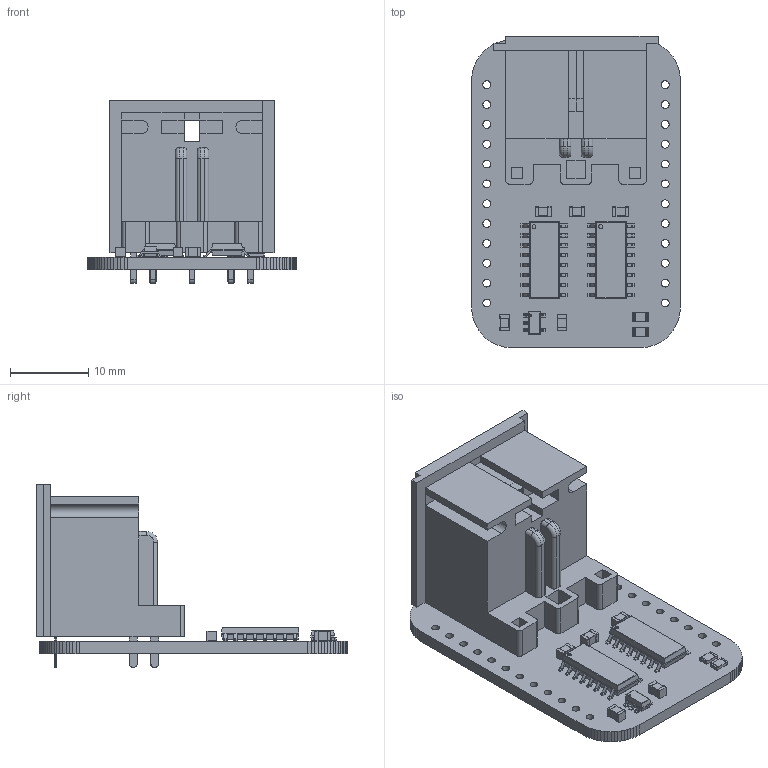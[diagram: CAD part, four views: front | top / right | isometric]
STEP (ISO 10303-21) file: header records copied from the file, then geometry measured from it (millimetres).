
FILE_DESCRIPTION(('KiCad electronic assembly'),'2;1');
FILE_NAME('SNES Controller Reader.step','2024-02-08T14:57:23',('Pcbnew') ,('Kicad'),'Open CASCADE STEP processor 7.6','KiCad to STEP converter' ,'Unknown');
FILE_SCHEMA(('AUTOMOTIVE_DESIGN { 1 0 10303 214 1 1 1 1 }'));
Length unit declared in the file: millimetre
Products named in the file (19): SNES Controller Reader 1; C_0805_2012Metric; SOLID; R_0805_2012Metric; MC74HC259ADR2G; COMPOUND; AP7365-33WG-7; DIN-5-PCB; SNES Controller Reader PCB
Assembly tree (24 placements, depth 3):
  SNES Controller Reader 1
    C_0805_2012Metric  x5
      SOLID
    R_0805_2012Metric  x2
      SOLID
    MC74HC259ADR2G  x2
      COMPOUND
    AP7365-33WG-7
      COMPOUND
    DIN-5-PCB
      SOLID
      SOLID
      SOLID
      SOLID
      SOLID
      SOLID
      SOLID
      SOLID
    SNES Controller Reader PCB
Bounding box: 26.67 x 39.8 x 23.4 mm (x, y, z)
Volume: 5642.4 mm3; surface area: 6362.4 mm2
Topology: 56 solids, 56 shells, 1097 faces, 2806 edges, 1838 vertices
Faces by surface type: plane 784, cylinder 301, torus 12
Full cylindrical faces by diameter (mm): 0.2 x1, 0.487 x2, 1 x24, 1.4 x7, 1.7 x5
Entity records: 47875 total; most frequent: CARTESIAN_POINT 9213, DIRECTION 7112, LINE 4685, VECTOR 4685, ORIENTED_EDGE 3752, PCURVE 3750, DEFINITIONAL_REPRESENTATION 3750, EDGE_CURVE 1875
